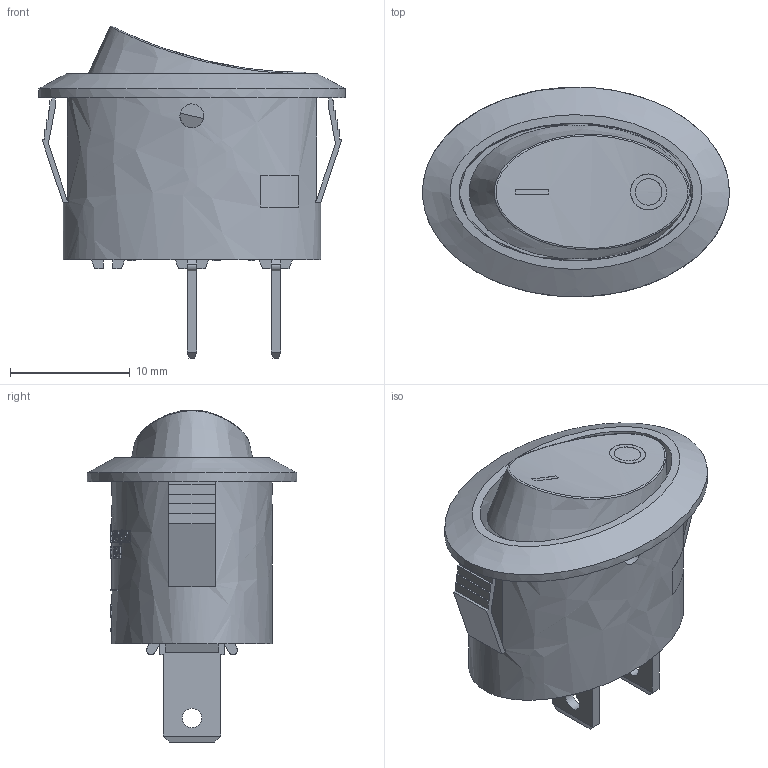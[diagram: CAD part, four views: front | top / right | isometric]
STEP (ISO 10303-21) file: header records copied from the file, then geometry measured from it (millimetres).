
FILE_DESCRIPTION(/* description */ (' '),/* implementation_level */ '2;1');
FILE_NAME(/* name */ 'RE1113xx21.stp',/* time_stamp */ '2025-04-18T15:57:32-05:00',/* author */ ('mwilliams'),/* organization */ (' '),/* preprocessor_version */ 'ST-DEVELOPER v18.1',/* originating_system */ 'Autodesk Inventor 2022',/* authorisation */ ' ');
FILE_SCHEMA (('AUTOMOTIVE_DESIGN { 1 0 10303 214 3 1 1 }'));
Length unit declared in the file: inch
Products named in the file (1): RE1113xx21
Bounding box: 25.59 x 17.5 x 27.7 mm (x, y, z)
Volume: 1892.3 mm3; surface area: 3216.2 mm2
Topology: 1 solids, 1 shells, 941 faces, 2564 edges, 1704 vertices
Faces by surface type: plane 549, bspline 365, cylinder 27
Full cylindrical faces by diameter (mm): 1.6 x2, 2 x4
Entity records: 39359 total; most frequent: CARTESIAN_POINT 17421, ORIENTED_EDGE 5128, DIRECTION 3543, EDGE_CURVE 2564, VERTEX_POINT 1704, LINE 1391, VECTOR 1391, AXIS2_PLACEMENT_3D 1076
